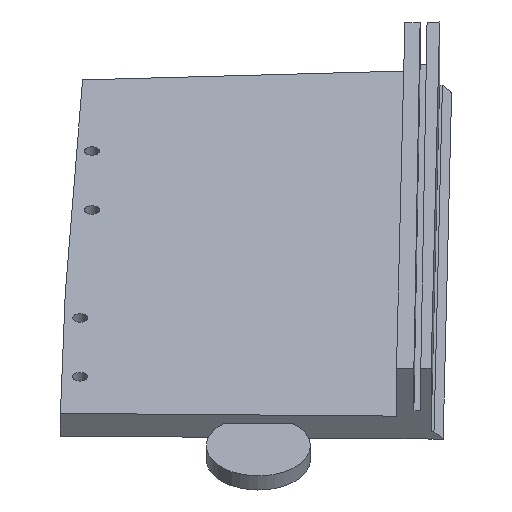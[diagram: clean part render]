
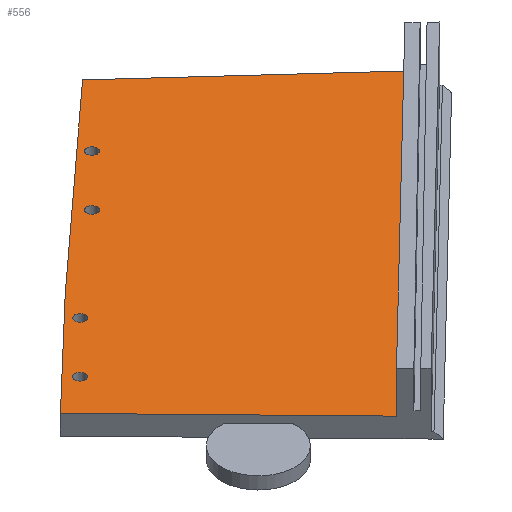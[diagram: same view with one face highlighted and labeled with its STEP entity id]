
A CAD part, isometric view. The second image highlights one B-rep face of the part: STEP entity #556.
In plain terms, the highlighted planar face has unit normal (0, 0, 1).
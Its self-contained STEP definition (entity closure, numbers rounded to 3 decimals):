
#23=FACE_BOUND('',#100,.T.);
#24=FACE_BOUND('',#101,.T.);
#25=FACE_BOUND('',#102,.T.);
#26=FACE_BOUND('',#103,.T.);
#27=(
BOUNDED_CURVE()
B_SPLINE_CURVE(2,(#868,#869,#870),.UNSPECIFIED.,.F.,.F.)
B_SPLINE_CURVE_WITH_KNOTS((3,3),(9.859,30.491),
 .UNSPECIFIED.)
CURVE()
GEOMETRIC_REPRESENTATION_ITEM()
RATIONAL_B_SPLINE_CURVE((1.847,2.346,1.218))
REPRESENTATION_ITEM('')
);
#31=CIRCLE('',#595,2.159);
#33=CIRCLE('',#599,2.159);
#35=CIRCLE('',#603,2.125);
#37=CIRCLE('',#607,2.125);
#67=FACE_OUTER_BOUND('',#99,.T.);
#99=EDGE_LOOP('',(#423,#424,#425,#426));
#100=EDGE_LOOP('',(#427));
#101=EDGE_LOOP('',(#428));
#102=EDGE_LOOP('',(#429));
#103=EDGE_LOOP('',(#430));
#137=LINE('',#806,#194);
#157=LINE('',#865,#214);
#158=LINE('',#867,#215);
#194=VECTOR('',#657,10.);
#214=VECTOR('',#711,10.);
#215=VECTOR('',#712,10.);
#248=VERTEX_POINT('',#803);
#249=VERTEX_POINT('',#805);
#263=VERTEX_POINT('',#836);
#265=VERTEX_POINT('',#843);
#267=VERTEX_POINT('',#850);
#269=VERTEX_POINT('',#857);
#271=VERTEX_POINT('',#864);
#272=VERTEX_POINT('',#866);
#303=EDGE_CURVE('',#248,#249,#137,.T.);
#319=EDGE_CURVE('',#263,#263,#31,.T.);
#322=EDGE_CURVE('',#265,#265,#33,.T.);
#325=EDGE_CURVE('',#267,#267,#35,.T.);
#328=EDGE_CURVE('',#269,#269,#37,.T.);
#331=EDGE_CURVE('',#271,#248,#157,.T.);
#332=EDGE_CURVE('',#272,#271,#158,.T.);
#333=EDGE_CURVE('',#249,#272,#27,.T.);
#423=ORIENTED_EDGE('',*,*,#303,.F.);
#424=ORIENTED_EDGE('',*,*,#331,.F.);
#425=ORIENTED_EDGE('',*,*,#332,.F.);
#426=ORIENTED_EDGE('',*,*,#333,.F.);
#427=ORIENTED_EDGE('',*,*,#328,.F.);
#428=ORIENTED_EDGE('',*,*,#322,.F.);
#429=ORIENTED_EDGE('',*,*,#325,.F.);
#430=ORIENTED_EDGE('',*,*,#319,.F.);
#531=PLANE('',#610);
#556=ADVANCED_FACE('',(#67,#23,#24,#25,#26),#531,.T.);
#595=AXIS2_PLACEMENT_3D('',#837,#675,#676);
#599=AXIS2_PLACEMENT_3D('',#844,#684,#685);
#603=AXIS2_PLACEMENT_3D('',#851,#693,#694);
#607=AXIS2_PLACEMENT_3D('',#858,#702,#703);
#610=AXIS2_PLACEMENT_3D('',#863,#709,#710);
#657=DIRECTION('',(-0.697,0.717,0.));
#675=DIRECTION('center_axis',(0.,0.,1.));
#676=DIRECTION('ref_axis',(1.,0.,0.));
#684=DIRECTION('center_axis',(0.,0.,1.));
#685=DIRECTION('ref_axis',(1.,0.,0.));
#693=DIRECTION('center_axis',(0.,0.,1.));
#694=DIRECTION('ref_axis',(1.,0.,0.));
#702=DIRECTION('center_axis',(0.,0.,1.));
#703=DIRECTION('ref_axis',(1.,0.,0.));
#709=DIRECTION('center_axis',(0.,0.,1.));
#710=DIRECTION('ref_axis',(1.,0.,0.));
#711=DIRECTION('',(-0.717,-0.697,0.));
#712=DIRECTION('',(0.74,-0.673,0.));
#803=CARTESIAN_POINT('',(210.374,-529.255,8.196));
#805=CARTESIAN_POINT('',(142.764,-459.712,8.196));
#806=CARTESIAN_POINT('',(209.855,-528.721,8.196));
#836=CARTESIAN_POINT('',(218.933,-394.229,8.196));
#837=CARTESIAN_POINT('Origin',(221.091,-394.229,8.196));
#843=CARTESIAN_POINT('',(157.541,-450.804,8.196));
#844=CARTESIAN_POINT('Origin',(159.7,-450.804,8.196));
#850=CARTESIAN_POINT('',(178.398,-430.004,8.196));
#851=CARTESIAN_POINT('Origin',(180.523,-430.004,8.196));
#857=CARTESIAN_POINT('',(239.789,-373.429,8.196));
#858=CARTESIAN_POINT('Origin',(241.914,-373.429,8.196));
#863=CARTESIAN_POINT('Origin',(394.699,-368.238,8.196));
#864=CARTESIAN_POINT('',(334.051,-409.013,8.196));
#865=CARTESIAN_POINT('',(419.522,-325.916,8.196));
#866=CARTESIAN_POINT('',(265.157,-346.368,8.196));
#867=CARTESIAN_POINT('',(332.992,-408.05,8.196));
#868=CARTESIAN_POINT('Ctrl Pts',(142.764,-459.712,8.196));
#869=CARTESIAN_POINT('Ctrl Pts',(174.767,-428.051,8.196));
#870=CARTESIAN_POINT('Ctrl Pts',(265.157,-346.368,8.196));
